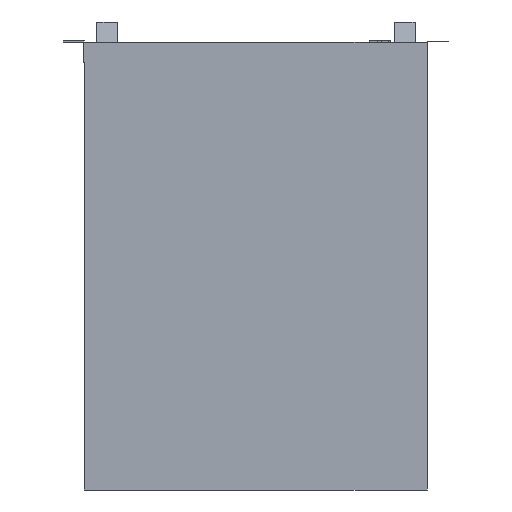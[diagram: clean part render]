
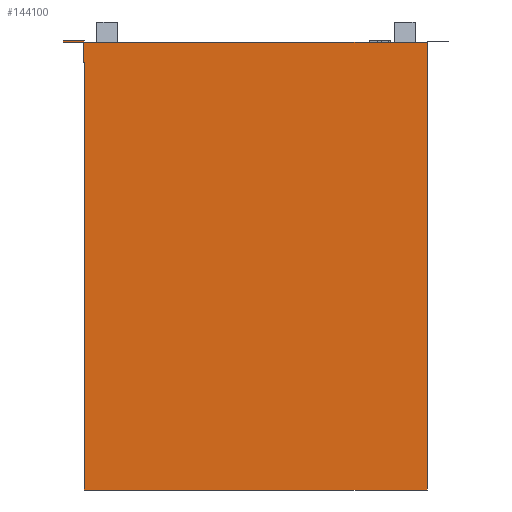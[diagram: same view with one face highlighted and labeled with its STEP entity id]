
A CAD part, front view. The second image highlights one B-rep face of the part: STEP entity #144100.
In plain terms, the highlighted planar face has unit normal (0, -1, 0).
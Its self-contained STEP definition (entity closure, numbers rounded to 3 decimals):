
#256 = CARTESIAN_POINT ( 'NONE',  ( 385.5, -125., 895.34 ) ) ;
#561 = CARTESIAN_POINT ( 'NONE',  ( -342.5, -125., 854.22 ) ) ;
#3784 = DIRECTION ( 'NONE',  ( 0., 0., -1. ) ) ;
#5222 = ORIENTED_EDGE ( 'NONE', *, *, #61692, .F. ) ;
#5617 = LINE ( 'NONE', #59654, #15249 ) ;
#5790 = LINE ( 'NONE', #100154, #131443 ) ;
#6708 = CARTESIAN_POINT ( 'NONE',  ( 343.5, -125., 853.193 ) ) ;
#11444 = ORIENTED_EDGE ( 'NONE', *, *, #13252, .T. ) ;
#12735 = CARTESIAN_POINT ( 'NONE',  ( -384.5, -125., 894.943 ) ) ;
#13252 = EDGE_CURVE ( 'NONE', #127280, #75113, #93238, .T. ) ;
#13656 = VECTOR ( 'NONE', #73673, 1000. ) ;
#14494 = EDGE_CURVE ( 'NONE', #74330, #166175, #44119, .T. ) ;
#14930 = DIRECTION ( 'NONE',  ( 1., 0., 0. ) ) ;
#15249 = VECTOR ( 'NONE', #112011, 1000. ) ;
#16207 = CARTESIAN_POINT ( 'NONE',  ( 385.5, -125., 897.032 ) ) ;
#16331 = EDGE_CURVE ( 'NONE', #116856, #51045, #127927, .T. ) ;
#16899 = ORIENTED_EDGE ( 'NONE', *, *, #16331, .F. ) ;
#19229 = VERTEX_POINT ( 'NONE', #73379 ) ;
#21307 = CARTESIAN_POINT ( 'NONE',  ( 343.5, -125., 897.032 ) ) ;
#22979 = CARTESIAN_POINT ( 'NONE',  ( -384.5, -125., 894.943 ) ) ;
#23563 = DIRECTION ( 'NONE',  ( 0., 0., 1. ) ) ;
#24409 = PLANE ( 'NONE',  #58765 ) ;
#25097 = VECTOR ( 'NONE', #115265, 1000. ) ;
#26291 = ORIENTED_EDGE ( 'NONE', *, *, #149421, .F. ) ;
#26359 = ORIENTED_EDGE ( 'NONE', *, *, #37890, .F. ) ;
#26939 = CARTESIAN_POINT ( 'NONE',  ( -342.5, -125., 0. ) ) ;
#31306 = LINE ( 'NONE', #136018, #58958 ) ;
#31868 = DIRECTION ( 'NONE',  ( 0., 0., -1. ) ) ;
#34760 = FACE_OUTER_BOUND ( 'NONE', #75326, .T. ) ;
#34784 = CARTESIAN_POINT ( 'NONE',  ( -344.5, -125., 894.943 ) ) ;
#34977 = VECTOR ( 'NONE', #83082, 1000. ) ;
#36690 = DIRECTION ( 'NONE',  ( 1., 0., 0. ) ) ;
#37890 = EDGE_CURVE ( 'NONE', #130367, #19229, #61918, .T. ) ;
#43213 = EDGE_CURVE ( 'NONE', #166175, #127280, #5790, .T. ) ;
#43888 = CARTESIAN_POINT ( 'NONE',  ( 342.5, -125., 853.193 ) ) ;
#43920 = LINE ( 'NONE', #160665, #86929 ) ;
#44060 = CARTESIAN_POINT ( 'NONE',  ( -342.5, -125., 895. ) ) ;
#44119 = LINE ( 'NONE', #120511, #99712 ) ;
#45037 = DIRECTION ( 'NONE',  ( 0., 0., -1. ) ) ;
#48884 = VERTEX_POINT ( 'NONE', #82908 ) ;
#50941 = ORIENTED_EDGE ( 'NONE', *, *, #105359, .T. ) ;
#51045 = VERTEX_POINT ( 'NONE', #43888 ) ;
#52253 = ORIENTED_EDGE ( 'NONE', *, *, #82723, .F. ) ;
#54376 = ORIENTED_EDGE ( 'NONE', *, *, #144216, .T. ) ;
#54558 = DIRECTION ( 'NONE',  ( 0., 0., -1. ) ) ;
#55138 = EDGE_CURVE ( 'NONE', #136890, #123572, #140188, .T. ) ;
#56783 = VECTOR ( 'NONE', #54558, 1000. ) ;
#58011 = DIRECTION ( 'NONE',  ( 0., 0., -1. ) ) ;
#58765 = AXIS2_PLACEMENT_3D ( 'NONE', #129140, #127445, #23563 ) ;
#58958 = VECTOR ( 'NONE', #45037, 1000. ) ;
#59654 = CARTESIAN_POINT ( 'NONE',  ( -344.5, -125., 897.045 ) ) ;
#60539 = CARTESIAN_POINT ( 'NONE',  ( -342.5, -125., 895. ) ) ;
#61031 = CARTESIAN_POINT ( 'NONE',  ( 343.5, -125., 853.193 ) ) ;
#61692 = EDGE_CURVE ( 'NONE', #19229, #100132, #5617, .T. ) ;
#61918 = LINE ( 'NONE', #116797, #137297 ) ;
#62283 = VECTOR ( 'NONE', #58011, 1000. ) ;
#63334 = EDGE_CURVE ( 'NONE', #97452, #48884, #119780, .T. ) ;
#66305 = VERTEX_POINT ( 'NONE', #151550 ) ;
#67258 = ORIENTED_EDGE ( 'NONE', *, *, #63334, .T. ) ;
#70195 = CARTESIAN_POINT ( 'NONE',  ( 385.5, -125., 897.032 ) ) ;
#73379 = CARTESIAN_POINT ( 'NONE',  ( -384.5, -125., 897.045 ) ) ;
#73673 = DIRECTION ( 'NONE',  ( -1., 0., 0. ) ) ;
#73837 = CARTESIAN_POINT ( 'NONE',  ( -342.5, -125., 895. ) ) ;
#74330 = VERTEX_POINT ( 'NONE', #34784 ) ;
#75113 = VERTEX_POINT ( 'NONE', #153210 ) ;
#75326 = EDGE_LOOP ( 'NONE', ( #54376, #144951, #16899, #109059, #93756, #52253, #50941, #67258, #160448, #26291, #5222, #26359, #91219, #118204, #152054, #11444 ) ) ;
#75541 = DIRECTION ( 'NONE',  ( 1., 0., 0. ) ) ;
#77429 = VECTOR ( 'NONE', #144731, 1000. ) ;
#78320 = CARTESIAN_POINT ( 'NONE',  ( 385.5, -125., 895.34 ) ) ;
#81794 = VERTEX_POINT ( 'NONE', #82175 ) ;
#82175 = CARTESIAN_POINT ( 'NONE',  ( 342.5, -125., 0. ) ) ;
#82723 = EDGE_CURVE ( 'NONE', #112065, #136890, #149986, .T. ) ;
#82908 = CARTESIAN_POINT ( 'NONE',  ( 342.5, -125., 895. ) ) ;
#83082 = DIRECTION ( 'NONE',  ( 0., 0., -1. ) ) ;
#86929 = VECTOR ( 'NONE', #31868, 1000. ) ;
#90967 = CARTESIAN_POINT ( 'NONE',  ( -344.5, -125., 854.22 ) ) ;
#91219 = ORIENTED_EDGE ( 'NONE', *, *, #160546, .T. ) ;
#91605 = VECTOR ( 'NONE', #14930, 1000. ) ;
#93238 = LINE ( 'NONE', #44060, #77429 ) ;
#93756 = ORIENTED_EDGE ( 'NONE', *, *, #55138, .F. ) ;
#94933 = EDGE_CURVE ( 'NONE', #51045, #81794, #31306, .T. ) ;
#95946 = CARTESIAN_POINT ( 'NONE',  ( 342.5, -125., 897.032 ) ) ;
#97452 = VERTEX_POINT ( 'NONE', #95946 ) ;
#98587 = LINE ( 'NONE', #21307, #13656 ) ;
#99712 = VECTOR ( 'NONE', #3784, 1000. ) ;
#100132 = VERTEX_POINT ( 'NONE', #115003 ) ;
#100154 = CARTESIAN_POINT ( 'NONE',  ( -344.5, -125., 854.22 ) ) ;
#102137 = LINE ( 'NONE', #73837, #158713 ) ;
#102489 = VECTOR ( 'NONE', #36690, 1000. ) ;
#103075 = DIRECTION ( 'NONE',  ( 0., 0., 1. ) ) ;
#105359 = EDGE_CURVE ( 'NONE', #112065, #97452, #98587, .T. ) ;
#109059 = ORIENTED_EDGE ( 'NONE', *, *, #109130, .F. ) ;
#109130 = EDGE_CURVE ( 'NONE', #123572, #116856, #43920, .T. ) ;
#111939 = EDGE_CURVE ( 'NONE', #66305, #48884, #102137, .T. ) ;
#112011 = DIRECTION ( 'NONE',  ( 1., 0., 0. ) ) ;
#112065 = VERTEX_POINT ( 'NONE', #16207 ) ;
#113367 = DIRECTION ( 'NONE',  ( -1., 0., 0. ) ) ;
#115003 = CARTESIAN_POINT ( 'NONE',  ( -342.5, -125., 897.045 ) ) ;
#115265 = DIRECTION ( 'NONE',  ( -1., 0., 0. ) ) ;
#116797 = CARTESIAN_POINT ( 'NONE',  ( -384.5, -125., 897.045 ) ) ;
#116856 = VERTEX_POINT ( 'NONE', #6708 ) ;
#118204 = ORIENTED_EDGE ( 'NONE', *, *, #14494, .T. ) ;
#118442 = VECTOR ( 'NONE', #113367, 1000. ) ;
#119780 = LINE ( 'NONE', #122326, #56783 ) ;
#120511 = CARTESIAN_POINT ( 'NONE',  ( -344.5, -125., 897.045 ) ) ;
#122326 = CARTESIAN_POINT ( 'NONE',  ( 342.5, -125., 895. ) ) ;
#123572 = VERTEX_POINT ( 'NONE', #157770 ) ;
#127280 = VERTEX_POINT ( 'NONE', #561 ) ;
#127445 = DIRECTION ( 'NONE',  ( 0., 1., 0. ) ) ;
#127927 = LINE ( 'NONE', #61031, #118442 ) ;
#129140 = CARTESIAN_POINT ( 'NONE',  ( -342.5, -125., 895. ) ) ;
#130367 = VERTEX_POINT ( 'NONE', #12735 ) ;
#131443 = VECTOR ( 'NONE', #164540, 1000. ) ;
#136018 = CARTESIAN_POINT ( 'NONE',  ( 342.5, -125., 895. ) ) ;
#136890 = VERTEX_POINT ( 'NONE', #256 ) ;
#137297 = VECTOR ( 'NONE', #103075, 1000. ) ;
#140188 = LINE ( 'NONE', #78320, #25097 ) ;
#144100 = ADVANCED_FACE ( 'NONE', ( #34760 ), #24409, .F. ) ;
#144216 = EDGE_CURVE ( 'NONE', #75113, #81794, #168622, .T. ) ;
#144731 = DIRECTION ( 'NONE',  ( 0., 0., -1. ) ) ;
#144951 = ORIENTED_EDGE ( 'NONE', *, *, #94933, .F. ) ;
#149421 = EDGE_CURVE ( 'NONE', #100132, #66305, #151526, .T. ) ;
#149986 = LINE ( 'NONE', #70195, #34977 ) ;
#151526 = LINE ( 'NONE', #60539, #62283 ) ;
#151550 = CARTESIAN_POINT ( 'NONE',  ( -342.5, -125., 895. ) ) ;
#152054 = ORIENTED_EDGE ( 'NONE', *, *, #43213, .T. ) ;
#153210 = CARTESIAN_POINT ( 'NONE',  ( -342.5, -125., 0. ) ) ;
#154298 = LINE ( 'NONE', #22979, #102489 ) ;
#157770 = CARTESIAN_POINT ( 'NONE',  ( 343.5, -125., 895.34 ) ) ;
#158713 = VECTOR ( 'NONE', #75541, 1000. ) ;
#160448 = ORIENTED_EDGE ( 'NONE', *, *, #111939, .F. ) ;
#160546 = EDGE_CURVE ( 'NONE', #130367, #74330, #154298, .T. ) ;
#160665 = CARTESIAN_POINT ( 'NONE',  ( 343.5, -125., 897.032 ) ) ;
#164540 = DIRECTION ( 'NONE',  ( 1., 0., 0. ) ) ;
#166175 = VERTEX_POINT ( 'NONE', #90967 ) ;
#168622 = LINE ( 'NONE', #26939, #91605 ) ;
